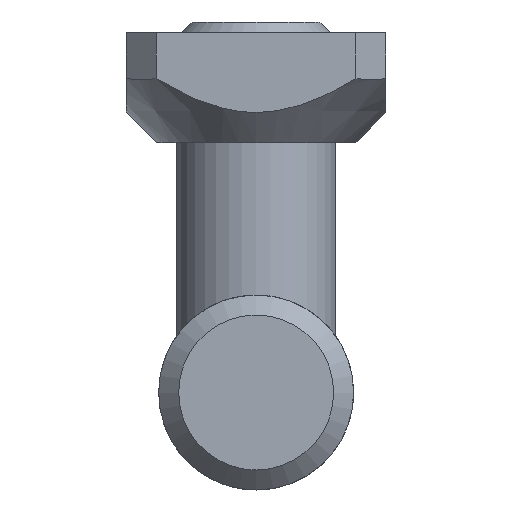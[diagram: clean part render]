
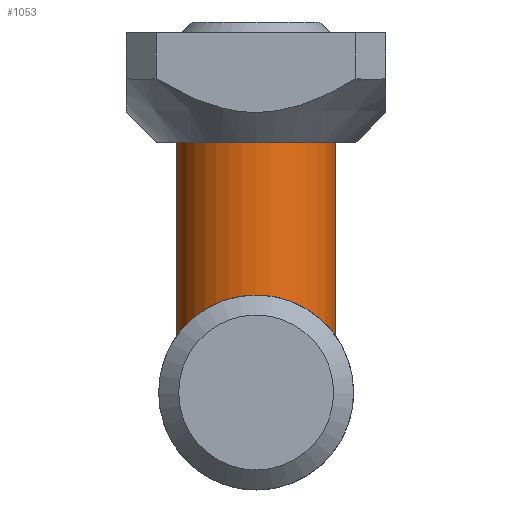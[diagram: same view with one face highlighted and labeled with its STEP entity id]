
A CAD part, left-side view. The second image highlights one B-rep face of the part: STEP entity #1053.
In plain terms, the highlighted cylindrical face has radius 40 mm (diameter 80 mm), a full revolution.
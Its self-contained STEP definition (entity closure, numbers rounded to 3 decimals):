
#125=CYLINDRICAL_SURFACE('',#1148,40.);
#161=FACE_OUTER_BOUND('',#231,.T.);
#231=EDGE_LOOP('',(#863,#864,#865,#866,#867));
#302=LINE('',#2066,#373);
#373=VECTOR('',#1356,40.);
#432=CIRCLE('',#1149,40.);
#433=CIRCLE('',#1150,40.);
#434=CIRCLE('',#1151,40.);
#506=VERTEX_POINT('',#2062);
#507=VERTEX_POINT('',#2063);
#508=VERTEX_POINT('',#2065);
#630=EDGE_CURVE('',#506,#507,#432,.T.);
#631=EDGE_CURVE('',#506,#508,#302,.T.);
#632=EDGE_CURVE('',#508,#508,#433,.T.);
#633=EDGE_CURVE('',#507,#506,#434,.T.);
#863=ORIENTED_EDGE('',*,*,#630,.F.);
#864=ORIENTED_EDGE('',*,*,#631,.T.);
#865=ORIENTED_EDGE('',*,*,#632,.F.);
#866=ORIENTED_EDGE('',*,*,#631,.F.);
#867=ORIENTED_EDGE('',*,*,#633,.F.);
#1053=ADVANCED_FACE('',(#161),#125,.T.);
#1148=AXIS2_PLACEMENT_3D('',#2061,#1352,#1353);
#1149=AXIS2_PLACEMENT_3D('',#2064,#1354,#1355);
#1150=AXIS2_PLACEMENT_3D('',#2067,#1357,#1358);
#1151=AXIS2_PLACEMENT_3D('',#2068,#1359,#1360);
#1352=DIRECTION('center_axis',(0.,0.,
-1.));
#1353=DIRECTION('ref_axis',(0.,1.,0.));
#1354=DIRECTION('center_axis',(0.,0.,
-1.));
#1355=DIRECTION('ref_axis',(0.,1.,0.));
#1356=DIRECTION('',(0.,0.,1.));
#1357=DIRECTION('center_axis',(0.,0.,
1.));
#1358=DIRECTION('ref_axis',(0.,1.,0.));
#1359=DIRECTION('center_axis',(0.,0.,
-1.));
#1360=DIRECTION('ref_axis',(0.,1.,0.));
#2061=CARTESIAN_POINT('Origin',(0.,0.,
-100.));
#2062=CARTESIAN_POINT('',(0.,-40.,-65.));
#2063=CARTESIAN_POINT('',(0.,40.,-65.));
#2064=CARTESIAN_POINT('Origin',(0.,0.,
-65.));
#2065=CARTESIAN_POINT('',(0.,-40.,92.));
#2066=CARTESIAN_POINT('',(0.,-40.,-100.));
#2067=CARTESIAN_POINT('Origin',(0.,0.,
92.));
#2068=CARTESIAN_POINT('Origin',(0.,0.,
-65.));
